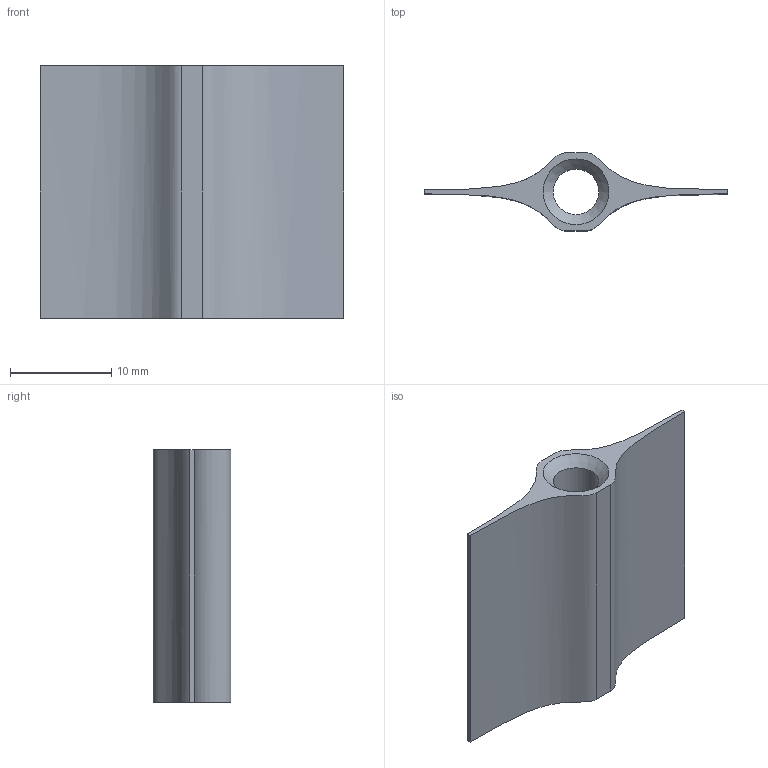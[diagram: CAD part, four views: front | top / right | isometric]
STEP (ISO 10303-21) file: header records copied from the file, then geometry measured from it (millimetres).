
FILE_DESCRIPTION(/* description */ (''),/* implementation_level */ '2;1');
FILE_NAME(/* name */ 'hose_to_balloon_symmetrical v2.step',/* time_stamp */ '2021-04-29T00:24:41-04:00',/* author */ (''),/* organization */ (''),/* preprocessor_version */ 'ST-DEVELOPER v18.1',/* originating_system */ 'Autodesk Translation Framework v10.6.0.1341',/* authorisation */ '');
FILE_SCHEMA (('AUTOMOTIVE_DESIGN { 1 0 10303 214 3 1 1 }'));
Length unit declared in the file: millimetre
Products named in the file (1): hose_to_balloon_symmetrical
Bounding box: 30 x 7.7 x 25 mm (x, y, z)
Volume: 1219.6 mm3; surface area: 2157.2 mm2
Topology: 1 solids, 1 shells, 14 faces, 34 edges, 22 vertices
Faces by surface type: plane 6, bspline 4, cone 2, cylinder 2
Full cylindrical faces by diameter (mm): 4.5 x1, 5.8 x1
Entity records: 473 total; most frequent: CARTESIAN_POINT 139, ORIENTED_EDGE 68, DIRECTION 54, EDGE_CURVE 34, VERTEX_POINT 22, LINE 20, VECTOR 20, AXIS2_PLACEMENT_3D 17
